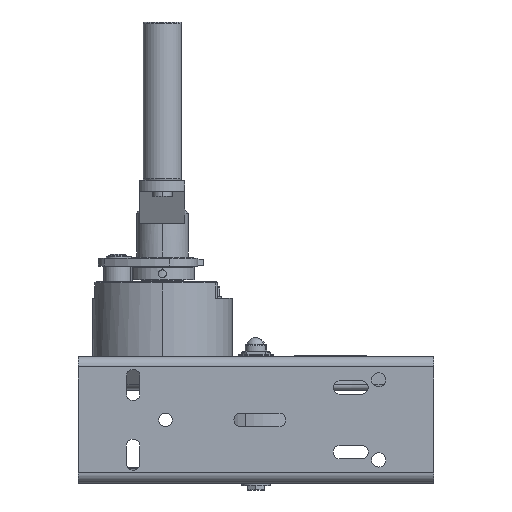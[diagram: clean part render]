
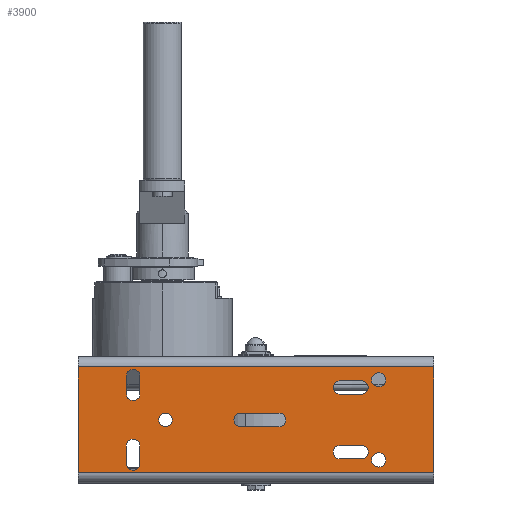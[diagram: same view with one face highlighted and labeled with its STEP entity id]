
A CAD part, front view. The second image highlights one B-rep face of the part: STEP entity #3900.
In plain terms, the highlighted face is planar.
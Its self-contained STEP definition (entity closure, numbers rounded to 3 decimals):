
#100=CARTESIAN_POINT('',(-43.75,-5.,-114.75));
#110=VERTEX_POINT('',#100);
#160=CARTESIAN_POINT('',(-49.,-5.,-114.75));
#170=DIRECTION('',(0.,1.,0.));
#180=DIRECTION('',(0.,0.,1.));
#190=AXIS2_PLACEMENT_3D('',#160,#170,#180);
#200=CIRCLE('',#190,5.25);
#210=CARTESIAN_POINT('',(-54.25,-5.,-114.75));
#220=VERTEX_POINT('',#210);
#230=EDGE_CURVE('',#220,#110,#200,.T.);
#620=CARTESIAN_POINT('',(-82.75,-5.,-232.75));
#630=VERTEX_POINT('',#620);
#660=CARTESIAN_POINT('',(0.,-5.,-232.75));
#670=DIRECTION('',(1.,0.,0.));
#680=VECTOR('',#670,1.);
#690=LINE('',#660,#680);
#700=CARTESIAN_POINT('',(-69.25,-5.,-232.75));
#710=VERTEX_POINT('',#700);
#720=EDGE_CURVE('',#630,#710,#690,.T.);
#880=CARTESIAN_POINT('',(0.,-5.,-222.25));
#890=DIRECTION('',(-1.,0.,0.));
#900=VECTOR('',#890,1.);
#910=LINE('',#880,#900);
#920=CARTESIAN_POINT('',(-69.25,-5.,-222.25));
#930=VERTEX_POINT('',#920);
#940=CARTESIAN_POINT('',(-82.75,-5.,-222.25));
#950=VERTEX_POINT('',#940);
#960=EDGE_CURVE('',#930,#950,#910,.T.);
#1320=CARTESIAN_POINT('',(-79.25,-5.,-50.75));
#1330=VERTEX_POINT('',#1320);
#1380=CARTESIAN_POINT('',(-79.25,-5.,0.25));
#1390=DIRECTION('',(0.,0.,-1.));
#1400=VECTOR('',#1390,1.);
#1410=LINE('',#1380,#1400);
#1420=CARTESIAN_POINT('',(-79.25,-5.,-67.25));
#1430=VERTEX_POINT('',#1420);
#1440=EDGE_CURVE('',#1330,#1430,#1410,.T.);
#1630=CARTESIAN_POINT('',(-86.,-5.,0.));
#1640=DIRECTION('',(0.,-1.,0.));
#1650=DIRECTION('',(1.,0.,0.));
#1660=AXIS2_PLACEMENT_3D('',#1630,#1640,#1650);
#1670=PLANE('',#1660);
#1680=CARTESIAN_POINT('',(-80.,-5.,-37.5));
#1690=DIRECTION('',(0.,1.,0.));
#1700=DIRECTION('',(-1.,0.,0.));
#1710=AXIS2_PLACEMENT_3D('',#1680,#1690,#1700);
#1720=CIRCLE('',#1710,5.5);
#1730=CARTESIAN_POINT('',(-85.5,-5.,-37.5));
#1740=VERTEX_POINT('',#1730);
#1750=CARTESIAN_POINT('',(-74.5,-5.,-37.5));
#1760=VERTEX_POINT('',#1750);
#1770=EDGE_CURVE('',#1740,#1760,#1720,.T.);
#1780=ORIENTED_EDGE('',*,*,#1770,.F.);
#1790=EDGE_CURVE('',#1760,#1740,#1720,.T.);
#1800=ORIENTED_EDGE('',*,*,#1790,.F.);
#1810=EDGE_LOOP('',(#1800,#1780));
#1820=FACE_BOUND('',#1810,.T.);
#1830=CARTESIAN_POINT('',(-68.75,-5.,0.25));
#1840=DIRECTION('',(0.,0.,1.));
#1850=VECTOR('',#1840,1.);
#1860=LINE('',#1830,#1850);
#1870=CARTESIAN_POINT('',(-68.75,-5.,-67.25));
#1880=VERTEX_POINT('',#1870);
#1890=CARTESIAN_POINT('',(-68.75,-5.,-50.75));
#1900=VERTEX_POINT('',#1890);
#1910=EDGE_CURVE('',#1880,#1900,#1860,.T.);
#1920=ORIENTED_EDGE('',*,*,#1910,.T.);
#1930=CARTESIAN_POINT('',(-74.,-5.,-67.25));
#1940=DIRECTION('',(0.,-1.,0.));
#1950=DIRECTION('',(0.,0.,1.));
#1960=AXIS2_PLACEMENT_3D('',#1930,#1940,#1950);
#1970=CIRCLE('',#1960,5.25);
#1980=EDGE_CURVE('',#1430,#1880,#1970,.T.);
#1990=ORIENTED_EDGE('',*,*,#1980,.T.);
#2000=ORIENTED_EDGE('',*,*,#1440,.T.);
#2010=CARTESIAN_POINT('',(-74.,-5.,-50.75));
#2020=DIRECTION('',(0.,-1.,0.));
#2030=DIRECTION('',(0.,0.,1.));
#2040=AXIS2_PLACEMENT_3D('',#2010,#2020,#2030);
#2050=CIRCLE('',#2040,5.25);
#2060=EDGE_CURVE('',#1900,#1330,#2050,.T.);
#2070=ORIENTED_EDGE('',*,*,#2060,.T.);
#2080=EDGE_LOOP('',(#2070,#2000,#1990,#1920));
#2090=FACE_BOUND('',#2080,.T.);
#2100=ORIENTED_EDGE('',*,*,#720,.T.);
#2110=CARTESIAN_POINT('',(-82.75,-5.,-227.5));
#2120=DIRECTION('',(0.,1.,0.));
#2130=DIRECTION('',(0.,0.,1.));
#2140=AXIS2_PLACEMENT_3D('',#2110,#2120,#2130);
#2150=CIRCLE('',#2140,5.25);
#2160=EDGE_CURVE('',#630,#950,#2150,.T.);
#2170=ORIENTED_EDGE('',*,*,#2160,.F.);
#2180=ORIENTED_EDGE('',*,*,#960,.T.);
#2190=CARTESIAN_POINT('',(-69.25,-5.,-227.5));
#2200=DIRECTION('',(0.,1.,0.));
#2210=DIRECTION('',(0.,0.,1.));
#2220=AXIS2_PLACEMENT_3D('',#2190,#2200,#2210);
#2230=CIRCLE('',#2220,5.25);
#2240=EDGE_CURVE('',#930,#710,#2230,.T.);
#2250=ORIENTED_EDGE('',*,*,#2240,.F.);
#2260=EDGE_LOOP('',(#2250,#2180,#2170,#2100));
#2270=FACE_BOUND('',#2260,.T.);
#2280=CARTESIAN_POINT('',(-8.,-5.,
0.));
#2290=DIRECTION('',(0.,0.,1.));
#2300=VECTOR('',#2290,1.);
#2310=LINE('',#2280,#2300);
#2320=CARTESIAN_POINT('',(-8.,-5.,-270.));
#2330=VERTEX_POINT('',#2320);
#2340=CARTESIAN_POINT('',(-8.,-5.,
5.));
#2350=VERTEX_POINT('',#2340);
#2360=EDGE_CURVE('',#2330,#2350,#2310,.T.);
#2370=ORIENTED_EDGE('',*,*,#2360,.F.);
#2380=CARTESIAN_POINT('',(0.,-5.,5.));
#2390=DIRECTION('',(-1.,0.,0.));
#2400=VECTOR('',#2390,1.);
#2410=LINE('',#2380,#2400);
#2420=CARTESIAN_POINT('',(-90.,-5.,5.));
#2430=VERTEX_POINT('',#2420);
#2440=EDGE_CURVE('',#2350,#2430,#2410,.T.);
#2450=ORIENTED_EDGE('',*,*,#2440,.F.);
#2460=CARTESIAN_POINT('',(-90.,-5.,0.));
#2470=DIRECTION('',(0.,0.,1.));
#2480=VECTOR('',#2470,1.);
#2490=LINE('',#2460,#2480);
#2500=CARTESIAN_POINT('',(-90.,-5.,-270.));
#2510=VERTEX_POINT('',#2500);
#2520=EDGE_CURVE('',#2510,#2430,#2490,.T.);
#2530=ORIENTED_EDGE('',*,*,#2520,.T.);
#2540=CARTESIAN_POINT('',(0.,-5.,-270.));
#2550=DIRECTION('',(1.,0.,0.));
#2560=VECTOR('',#2550,1.);
#2570=LINE('',#2540,#2560);
#2580=EDGE_CURVE('',#2510,#2330,#2570,.T.);
#2590=ORIENTED_EDGE('',*,*,#2580,.F.);
#2600=EDGE_LOOP('',(#2590,#2530,#2450,#2370));
#2610=FACE_OUTER_BOUND('',#2600,.T.);
#2620=CARTESIAN_POINT('',(-28.75,-5.,-227.5));
#2630=DIRECTION('',(0.,-1.,0.));
#2640=DIRECTION('',(0.,0.,1.));
#2650=AXIS2_PLACEMENT_3D('',#2620,#2630,#2640);
#2660=CIRCLE('',#2650,5.25);
#2670=CARTESIAN_POINT('',(-28.75,-5.,-222.25));
#2680=VERTEX_POINT('',#2670);
#2690=CARTESIAN_POINT('',(-28.75,-5.,-232.75));
#2700=VERTEX_POINT('',#2690);
#2710=EDGE_CURVE('',#2680,#2700,#2660,.T.);
#2720=ORIENTED_EDGE('',*,*,#2710,.T.);
#2730=CARTESIAN_POINT('',(-98.,-5.,-222.25));
#2740=DIRECTION('',(1.,0.,0.));
#2750=VECTOR('',#2740,1.);
#2760=LINE('',#2730,#2750);
#2770=CARTESIAN_POINT('',(-15.25,-5.,-222.25));
#2780=VERTEX_POINT('',#2770);
#2790=EDGE_CURVE('',#2680,#2780,#2760,.T.);
#2800=ORIENTED_EDGE('',*,*,#2790,.F.);
#2810=CARTESIAN_POINT('',(-15.25,-5.,-227.5));
#2820=DIRECTION('',(0.,-1.,0.));
#2830=DIRECTION('',(0.,0.,1.));
#2840=AXIS2_PLACEMENT_3D('',#2810,#2820,#2830);
#2850=CIRCLE('',#2840,5.25);
#2860=CARTESIAN_POINT('',(-15.25,-5.,-232.75));
#2870=VERTEX_POINT('',#2860);
#2880=EDGE_CURVE('',#2870,#2780,#2850,.T.);
#2890=ORIENTED_EDGE('',*,*,#2880,.T.);
#2900=CARTESIAN_POINT('',(-98.,-5.,-232.75));
#2910=DIRECTION('',(-1.,0.,0.));
#2920=VECTOR('',#2910,1.);
#2930=LINE('',#2900,#2920);
#2940=EDGE_CURVE('',#2870,#2700,#2930,.T.);
#2950=ORIENTED_EDGE('',*,*,#2940,.F.);
#2960=EDGE_LOOP('',(#2950,#2890,#2800,#2720));
#2970=FACE_BOUND('',#2960,.T.);
#2980=CARTESIAN_POINT('',(-24.,-5.,-50.75));
#2990=DIRECTION('',(0.,1.,0.));
#3000=DIRECTION('',(0.,0.,1.));
#3010=AXIS2_PLACEMENT_3D('',#2980,#2990,#3000);
#3020=CIRCLE('',#3010,5.25);
#3030=CARTESIAN_POINT('',(-29.25,-5.,-50.75));
#3040=VERTEX_POINT('',#3030);
#3050=CARTESIAN_POINT('',(-18.75,-5.,-50.75));
#3060=VERTEX_POINT('',#3050);
#3070=EDGE_CURVE('',#3040,#3060,#3020,.T.);
#3080=ORIENTED_EDGE('',*,*,#3070,.F.);
#3090=CARTESIAN_POINT('',(-18.75,-5.,0.25));
#3100=DIRECTION('',(0.,0.,1.));
#3110=VECTOR('',#3100,1.);
#3120=LINE('',#3090,#3110);
#3130=CARTESIAN_POINT('',(-18.75,-5.,-67.25));
#3140=VERTEX_POINT('',#3130);
#3150=EDGE_CURVE('',#3140,#3060,#3120,.T.);
#3160=ORIENTED_EDGE('',*,*,#3150,.T.);
#3170=CARTESIAN_POINT('',(-24.,-5.,-67.25));
#3180=DIRECTION('',(0.,1.,0.));
#3190=DIRECTION('',(0.,0.,1.));
#3200=AXIS2_PLACEMENT_3D('',#3170,#3180,#3190);
#3210=CIRCLE('',#3200,5.25);
#3220=CARTESIAN_POINT('',(-29.25,-5.,-67.25));
#3230=VERTEX_POINT('',#3220);
#3240=EDGE_CURVE('',#3140,#3230,#3210,.T.);
#3250=ORIENTED_EDGE('',*,*,#3240,.F.);
#3260=CARTESIAN_POINT('',(-29.25,-5.,0.25));
#3270=DIRECTION('',(0.,0.,-1.));
#3280=VECTOR('',#3270,1.);
#3290=LINE('',#3260,#3280);
#3300=EDGE_CURVE('',#3040,#3230,#3290,.T.);
#3310=ORIENTED_EDGE('',*,*,#3300,.T.);
#3320=EDGE_LOOP('',(#3310,#3250,#3160,#3080));
#3330=FACE_BOUND('',#3320,.T.);
#3340=CARTESIAN_POINT('',(-18.,-5.,
-37.5));
#3350=DIRECTION('',(0.,1.,0.));
#3360=DIRECTION('',(-1.,0.,0.));
#3370=AXIS2_PLACEMENT_3D('',#3340,#3350,#3360);
#3380=CIRCLE('',#3370,5.5);
#3390=CARTESIAN_POINT('',(-23.5,-5.,-37.5));
#3400=VERTEX_POINT('',#3390);
#3410=CARTESIAN_POINT('',(-12.5,-5.,-37.5));
#3420=VERTEX_POINT('',#3410);
#3430=EDGE_CURVE('',#3400,#3420,#3380,.T.);
#3440=ORIENTED_EDGE('',*,*,#3430,.F.);
#3450=EDGE_CURVE('',#3420,#3400,#3380,.T.);
#3460=ORIENTED_EDGE('',*,*,#3450,.F.);
#3470=EDGE_LOOP('',(#3460,#3440));
#3480=FACE_BOUND('',#3470,.T.);
#3490=CARTESIAN_POINT('',(-54.25,-5.,2.5));
#3500=DIRECTION('',(0.,0.,-1.));
#3510=VECTOR('',#3500,1.);
#3520=LINE('',#3490,#3510);
#3530=CARTESIAN_POINT('',(-54.25,-5.,-144.25));
#3540=VERTEX_POINT('',#3530);
#3550=EDGE_CURVE('',#220,#3540,#3520,.T.);
#3560=ORIENTED_EDGE('',*,*,#3550,.T.);
#3570=ORIENTED_EDGE('',*,*,#230,.F.);
#3580=CARTESIAN_POINT('',(-43.75,-5.,2.5));
#3590=DIRECTION('',(0.,0.,-1.));
#3600=VECTOR('',#3590,1.);
#3610=LINE('',#3580,#3600);
#3620=CARTESIAN_POINT('',(-43.75,-5.,-144.25));
#3630=VERTEX_POINT('',#3620);
#3640=EDGE_CURVE('',#110,#3630,#3610,.T.);
#3650=ORIENTED_EDGE('',*,*,#3640,.F.);
#3660=CARTESIAN_POINT('',(-49.,-5.,-144.25));
#3670=DIRECTION('',(0.,1.,0.));
#3680=DIRECTION('',(0.,0.,1.));
#3690=AXIS2_PLACEMENT_3D('',#3660,#3670,#3680);
#3700=CIRCLE('',#3690,5.25);
#3710=EDGE_CURVE('',#3630,#3540,#3700,.T.);
#3720=ORIENTED_EDGE('',*,*,#3710,.F.);
#3730=EDGE_LOOP('',(#3720,#3650,#3570,#3560));
#3740=FACE_BOUND('',#3730,.T.);
#3750=CARTESIAN_POINT('',(-49.,-5.,-202.5));
#3760=DIRECTION('',(0.,-1.,0.));
#3770=DIRECTION('',(0.,0.,1.));
#3780=AXIS2_PLACEMENT_3D('',#3750,#3760,#3770);
#3790=CIRCLE('',#3780,5.25);
#3800=CARTESIAN_POINT('',(-49.,-5.,-197.25));
#3810=VERTEX_POINT('',#3800);
#3820=CARTESIAN_POINT('',(-49.,-5.,-207.75));
#3830=VERTEX_POINT('',#3820);
#3840=EDGE_CURVE('',#3810,#3830,#3790,.T.);
#3850=ORIENTED_EDGE('',*,*,#3840,.T.);
#3860=EDGE_CURVE('',#3830,#3810,#3790,.T.);
#3870=ORIENTED_EDGE('',*,*,#3860,.T.);
#3880=EDGE_LOOP('',(#3870,#3850));
#3890=FACE_BOUND('',#3880,.T.);
#3900=ADVANCED_FACE('',(#1820,#2090,#2270,#2610,#2970,#3330,#3480,#3740,
#3890),#1670,.F.);
